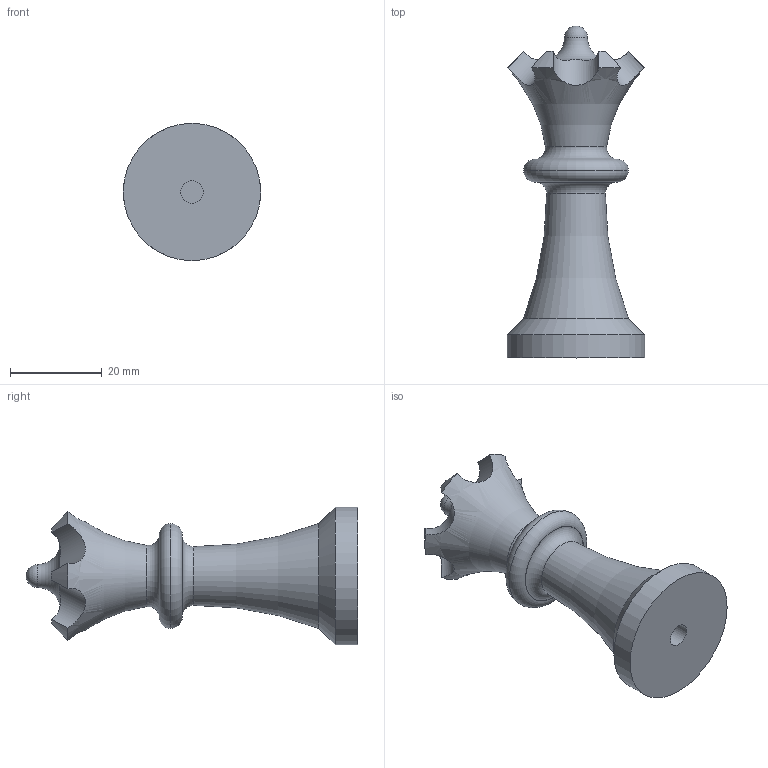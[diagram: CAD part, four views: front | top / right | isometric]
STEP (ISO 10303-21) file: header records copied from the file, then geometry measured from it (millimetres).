
FILE_DESCRIPTION(/* description */ (''),/* implementation_level */ '2;1');
FILE_NAME(/* name */ 'QueenUntagged.stp',/* time_stamp */ '2025-02-27T08:59:57+01:00',/* author */ ('Marcu'),/* organization */ (''),/* preprocessor_version */ 'ST-DEVELOPER v20',/* originating_system */ 'Autodesk Inventor 2025',/* authorisation */ '');
FILE_SCHEMA (('AUTOMOTIVE_DESIGN { 1 0 10303 214 3 1 1 }'));
Length unit declared in the file: millimetre
Products named in the file (1): PawnUntagged
Bounding box: 30 x 72.5 x 30 mm (x, y, z)
Volume: 19603.8 mm3; surface area: 5893.8 mm2
Topology: 1 solids, 1 shells, 27 faces, 65 edges, 41 vertices
Faces by surface type: cylinder 9, torus 7, cone 7, plane 3, sphere 1
Full cylindrical faces by diameter (mm): 5 x1, 22.933 x1, 30 x1
Entity records: 1147 total; most frequent: CARTESIAN_POINT 497, ORIENTED_EDGE 128, DIRECTION 128, EDGE_CURVE 64, AXIS2_PLACEMENT_3D 62, VERTEX_POINT 41, CIRCLE 34, EDGE_LOOP 29
